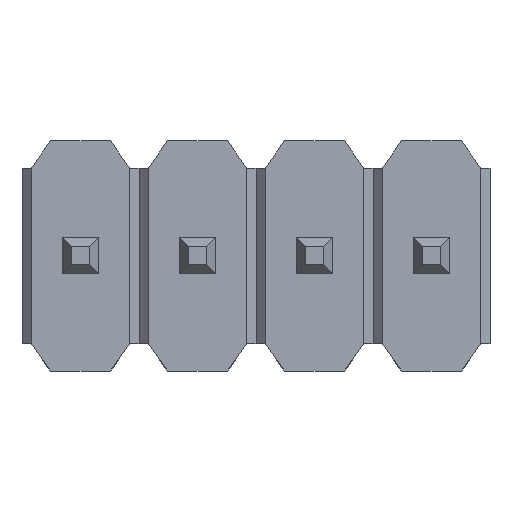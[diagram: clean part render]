
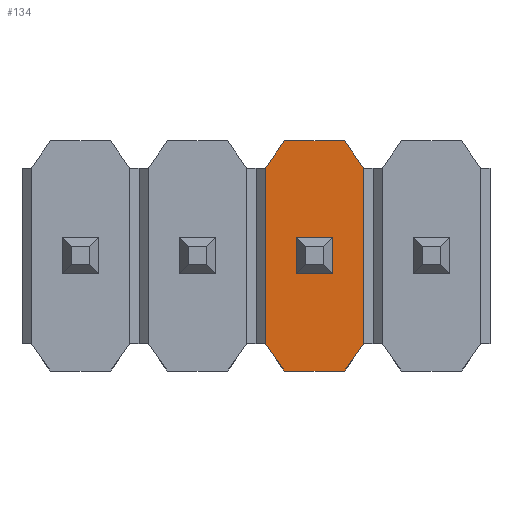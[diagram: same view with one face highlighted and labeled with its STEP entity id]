
A CAD part, top view. The second image highlights one B-rep face of the part: STEP entity #134.
In plain terms, the highlighted planar face has unit normal (0, 0, 1).
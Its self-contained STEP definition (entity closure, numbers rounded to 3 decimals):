
#134=ADVANCED_FACE('',(#1206),#1208,.T.);
#1206=FACE_BOUND('',#1207,.T.);
#1207=EDGE_LOOP('',(#2036,#2037,#2038,#2039,#2040,#2041,#2042,#2043));
#1208=PLANE('',#1209);
#1209=AXIS2_PLACEMENT_3D('',#1210,#1211,#1212);
#1210=CARTESIAN_POINT('',(1.27,0.,1.5));
#1211=DIRECTION('',(0.,0.,1.));
#1212=DIRECTION('',(1.,0.,0.));
#2036=ORIENTED_EDGE('',*,*,#2598,.T.);
#2037=ORIENTED_EDGE('',*,*,#2599,.T.);
#2038=ORIENTED_EDGE('',*,*,#2600,.T.);
#2039=ORIENTED_EDGE('',*,*,#2601,.T.);
#2040=ORIENTED_EDGE('',*,*,#2602,.T.);
#2041=ORIENTED_EDGE('',*,*,#2603,.T.);
#2042=ORIENTED_EDGE('',*,*,#2604,.T.);
#2043=ORIENTED_EDGE('',*,*,#2605,.T.);
#2598=EDGE_CURVE('',#2894,#2895,#2896,.F.);
#2599=EDGE_CURVE('',#2895,#2897,#2898,.T.);
#2600=EDGE_CURVE('',#2897,#2899,#2900,.T.);
#2601=EDGE_CURVE('',#2899,#2879,#2901,.T.);
#2602=EDGE_CURVE('',#2879,#2872,#2902,.F.);
#2603=EDGE_CURVE('',#2872,#2903,#2904,.T.);
#2604=EDGE_CURVE('',#2903,#2905,#2906,.T.);
#2605=EDGE_CURVE('',#2905,#2894,#2907,.T.);
#2872=VERTEX_POINT('',#3334);
#2879=VERTEX_POINT('',#3349);
#2894=VERTEX_POINT('',#3380);
#2895=VERTEX_POINT('',#3381);
#2896=LINE('',#3382,#3383);
#2897=VERTEX_POINT('',#3385);
#2898=LINE('',#3386,#3387);
#2899=VERTEX_POINT('',#3389);
#2900=LINE('',#3390,#3391);
#2901=LINE('',#3393,#3394);
#2902=LINE('',#3396,#3397);
#2903=VERTEX_POINT('',#3399);
#2904=LINE('',#3400,#3401);
#2905=VERTEX_POINT('',#3403);
#2906=LINE('',#3404,#3405);
#2907=LINE('',#3407,#3408);
#3334=CARTESIAN_POINT('',(3.075,0.95,1.5));
#3349=CARTESIAN_POINT('',(3.075,-0.95,1.5));
#3380=CARTESIAN_POINT('',(2.005,0.95,1.5));
#3381=CARTESIAN_POINT('',(2.005,-0.95,1.5));
#3382=CARTESIAN_POINT('',(2.005,-0.95,1.5));
#3383=VECTOR('',#3384,1.);
#3384=DIRECTION('',(0.,1.,0.));
#3385=CARTESIAN_POINT('',(2.215,-1.25,1.5));
#3386=CARTESIAN_POINT('',(2.005,-0.95,1.5));
#3387=VECTOR('',#3388,1.);
#3388=DIRECTION('',(0.574,-0.819,0.));
#3389=CARTESIAN_POINT('',(2.865,-1.25,1.5));
#3390=CARTESIAN_POINT('',(2.215,-1.25,1.5));
#3391=VECTOR('',#3392,1.);
#3392=DIRECTION('',(1.,0.,0.));
#3393=CARTESIAN_POINT('',(2.865,-1.25,1.5));
#3394=VECTOR('',#3395,1.);
#3395=DIRECTION('',(0.574,0.819,0.));
#3396=CARTESIAN_POINT('',(3.075,0.95,1.5));
#3397=VECTOR('',#3398,1.);
#3398=DIRECTION('',(0.,-1.,0.));
#3399=CARTESIAN_POINT('',(2.865,1.25,1.5));
#3400=CARTESIAN_POINT('',(3.075,0.95,1.5));
#3401=VECTOR('',#3402,1.);
#3402=DIRECTION('',(-0.574,0.819,0.));
#3403=CARTESIAN_POINT('',(2.215,1.25,1.5));
#3404=CARTESIAN_POINT('',(2.865,1.25,1.5));
#3405=VECTOR('',#3406,1.);
#3406=DIRECTION('',(-1.,0.,0.));
#3407=CARTESIAN_POINT('',(2.215,1.25,1.5));
#3408=VECTOR('',#3409,1.);
#3409=DIRECTION('',(-0.574,-0.819,0.));
